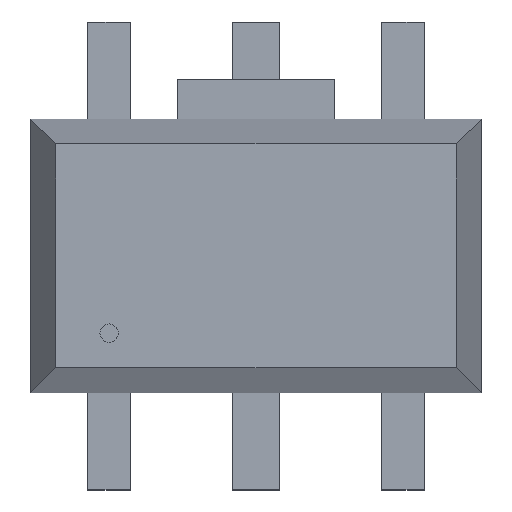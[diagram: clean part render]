
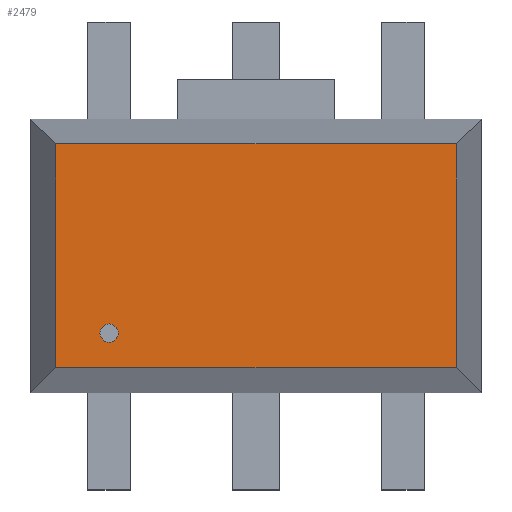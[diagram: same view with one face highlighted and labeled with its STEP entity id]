
A CAD part, top view. The second image highlights one B-rep face of the part: STEP entity #2479.
In plain terms, the highlighted planar face has unit normal (0, 0, 1).
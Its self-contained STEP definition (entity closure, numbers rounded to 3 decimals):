
#2479=ADVANCED_FACE('',(#2485),#2480,.T.);
#2480=PLANE('',#2481);
#2481=AXIS2_PLACEMENT_3D('',#2482,#2483,#2484);
#2482=CARTESIAN_POINT('',(-2.042,-1.141,1.854));
#2483=DIRECTION('',(0.0,0.0,1.0));
#2484=DIRECTION('',(0.,1.,0.));
#2485=FACE_OUTER_BOUND('',#2486,.T.);
#2486=EDGE_LOOP('',(#2487,#2497,#2507,#2517));
#2490=CARTESIAN_POINT('',(2.042,-1.141,1.854));
#2489=VERTEX_POINT('',#2490);
#2492=CARTESIAN_POINT('',(-2.042,-1.141,1.854));
#2491=VERTEX_POINT('',#2492);
#2488=EDGE_CURVE('',#2489,#2491,#2493,.T.);
#2493=LINE('',#2490,#2495);
#2495=VECTOR('',#2496,4.085);
#2496=DIRECTION('',(-1.0,0.0,0.0));
#2487=ORIENTED_EDGE('',*,*,#2488,.F.);
#2500=CARTESIAN_POINT('',(2.042,1.141,1.854));
#2499=VERTEX_POINT('',#2500);
#2498=EDGE_CURVE('',#2499,#2489,#2503,.T.);
#2503=LINE('',#2500,#2505);
#2505=VECTOR('',#2506,2.281);
#2506=DIRECTION('',(0.0,-1.0,0.0));
#2497=ORIENTED_EDGE('',*,*,#2498,.F.);
#2510=CARTESIAN_POINT('',(-2.042,1.141,1.854));
#2509=VERTEX_POINT('',#2510);
#2508=EDGE_CURVE('',#2509,#2499,#2513,.T.);
#2513=LINE('',#2510,#2515);
#2515=VECTOR('',#2516,4.085);
#2516=DIRECTION('',(1.0,0.0,0.0));
#2507=ORIENTED_EDGE('',*,*,#2508,.F.);
#2518=EDGE_CURVE('',#2491,#2509,#2523,.T.);
#2523=LINE('',#2492,#2525);
#2525=VECTOR('',#2526,2.281);
#2526=DIRECTION('',(0.0,1.0,0.0));
#2517=ORIENTED_EDGE('',*,*,#2518,.F.);
